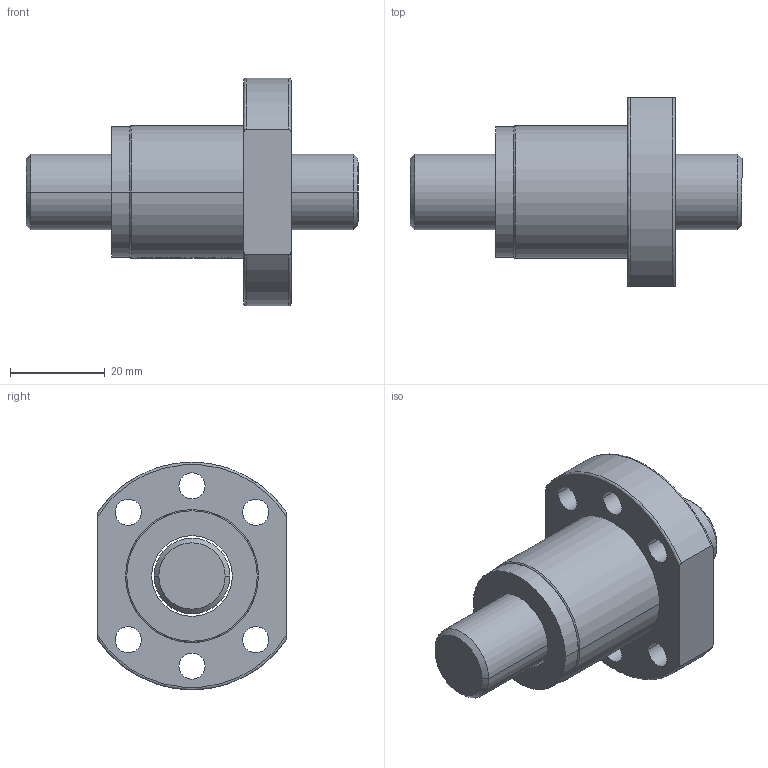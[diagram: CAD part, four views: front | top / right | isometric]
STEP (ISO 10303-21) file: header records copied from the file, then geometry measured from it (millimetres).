
FILE_DESCRIPTION (( 'STEP AP203' ), '1' );
FILE_NAME ('SFS01605.STEP', '2019-04-04T03:41:29', ( '' ), ( '' ), 'SwSTEP 2.0', 'SolidWorks 2015', '' );
FILE_SCHEMA (( 'CONFIG_CONTROL_DESIGN' ));
Length unit declared in the file: millimetre
Products named in the file (1): SFS01605
Bounding box: 70 x 40 x 48 mm (x, y, z)
Volume: 37499 mm3; surface area: 15661 mm2
Topology: 4 solids, 4 shells, 682 faces, 1905 edges, 1268 vertices
Faces by surface type: plane 607, cylinder 44, bspline 27, cone 4
Entity records: 23570 total; most frequent: CARTESIAN_POINT 7444, ORIENTED_EDGE 3810, DIRECTION 2771, EDGE_CURVE 1905, LINE 1279, VECTOR 1279, VERTEX_POINT 1268, AXIS2_PLACEMENT_3D 746
